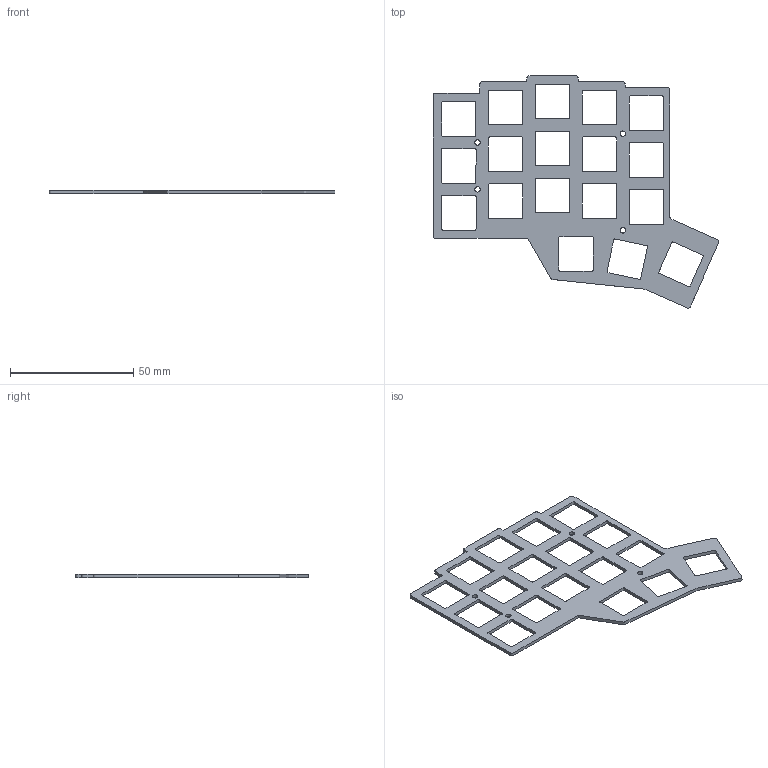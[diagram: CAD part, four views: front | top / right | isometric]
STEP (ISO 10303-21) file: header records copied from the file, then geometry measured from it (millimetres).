
FILE_DESCRIPTION(/* description */ (''),/* implementation_level */ '2;1');
FILE_NAME(/* name */ 'Corne V4 Pro Micro Edition 5 Column Switch Plate',/* time_stamp */ '2024-06-05T20:44:31+12:00',/* author */ (''),/* organization */ (''),/* preprocessor_version */ 'ST-DEVELOPER v16.5',/* originating_system */ 'Rhino 7.37',/* authorisation */ '');
FILE_SCHEMA (('AUTOMOTIVE_DESIGN_CC2'));
Length unit declared in the file: millimetre
Products named in the file (1): Document
Bounding box: 116.11 x 94.42 x 1.35 mm (x, y, z)
Volume: 8748.4 mm3; surface area: 12479.6 mm2
Topology: 1 solids, 1 shells, 31 faces, 87 edges, 58 vertices
Faces by surface type: bspline 24, cylinder 4, plane 3
Full cylindrical faces by diameter (mm): 2.2 x4
Entity records: 6414 total; most frequent: CARTESIAN_POINT 5786, ORIENTED_EDGE 174, EDGE_CURVE 87, EDGE_LOOP 75, VERTEX_POINT 58, B_SPLINE_CURVE_WITH_KNOTS 55, FACE_BOUND 44, ADVANCED_FACE 31
